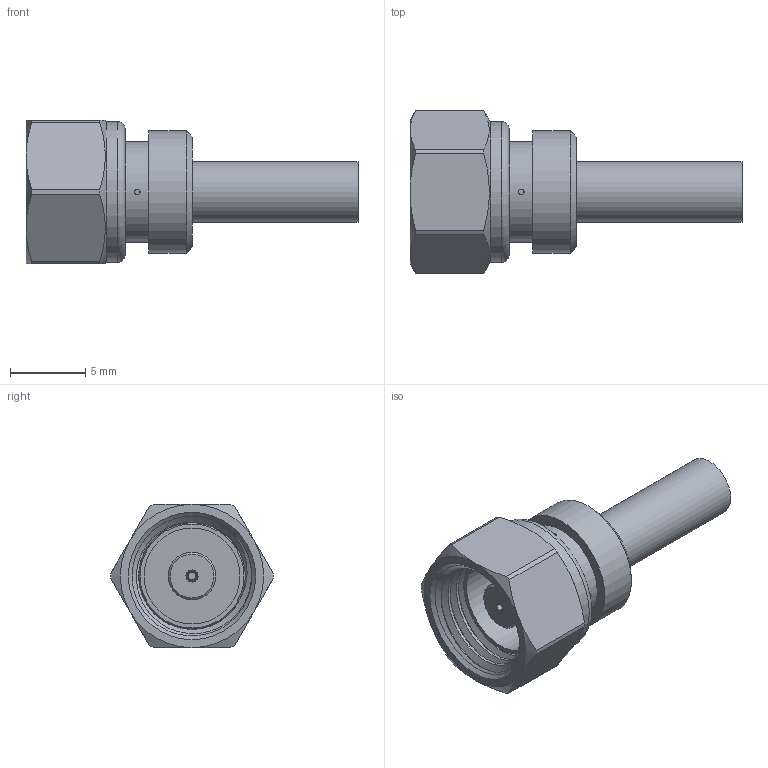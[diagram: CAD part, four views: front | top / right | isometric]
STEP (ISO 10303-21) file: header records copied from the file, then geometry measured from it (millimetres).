
FILE_DESCRIPTION (( 'STEP AP203' ), '1' );
FILE_NAME ('PE4249_3D.step', '2021-06-03T19:56:51', ( '' ), ( '' ), 'SwSTEP 2.0', 'SolidWorks 2020', '' );
FILE_SCHEMA (( 'CONFIG_CONTROL_DESIGN' ));
Length unit declared in the file: inch
Products named in the file (1): PE4249_3D
Bounding box: 22.06 x 10.82 x 9.53 mm (x, y, z)
Volume: 554.3 mm3; surface area: 1279.9 mm2
Topology: 2 solids, 2 shells, 86 faces, 214 edges, 144 vertices
Faces by surface type: plane 40, cylinder 24, cone 16, bspline 5, torus 1
Full cylindrical faces by diameter (mm): 0.381 x4, 0.531 x1, 0.807 x1, 1.7 x1, 2.7 x1, 3.175 x1, 3.2 x1, 4 x1, 6.37 x1, 6.703 x1, 6.908 x1, 8.161 x1, 8.3 x1, 9.362 x1
Entity records: 4128 total; most frequent: CARTESIAN_POINT 2244, DIRECTION 351, ORIENTED_EDGE 350, EDGE_CURVE 175, AXIS2_PLACEMENT_3D 157, VERTEX_POINT 134, EDGE_LOOP 129, FACE_OUTER_BOUND 104
